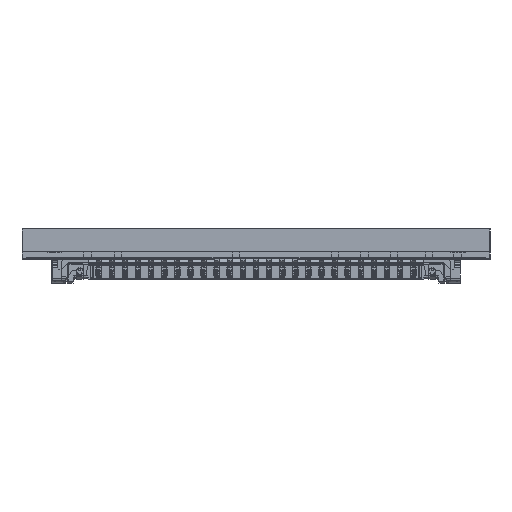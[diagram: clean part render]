
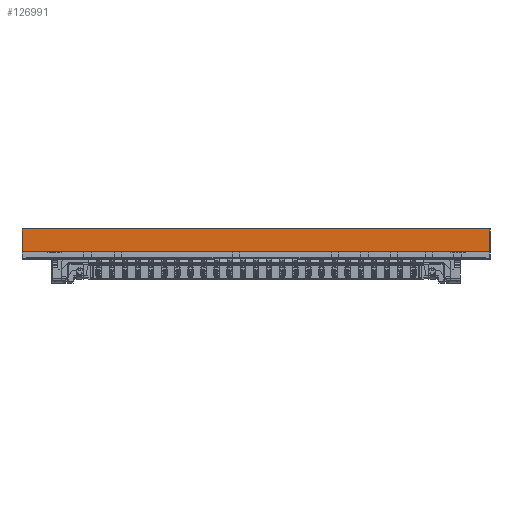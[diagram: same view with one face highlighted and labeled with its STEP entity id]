
A CAD part, left-side view. The second image highlights one B-rep face of the part: STEP entity #126991.
In plain terms, the highlighted planar face has unit normal (-1, 0, 0).
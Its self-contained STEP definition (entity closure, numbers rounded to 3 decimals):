
#12177=FACE_OUTER_BOUND('',#19544,.T.);
#19544=EDGE_LOOP('',(#114916,#114917,#114918,#114919));
#34419=LINE('',#207797,#49298);
#34420=LINE('',#207800,#49299);
#34421=LINE('',#207802,#49300);
#34422=LINE('',#207803,#49301);
#49298=VECTOR('',#170433,10.);
#49299=VECTOR('',#170436,10.);
#49300=VECTOR('',#170437,10.);
#49301=VECTOR('',#170438,10.);
#60884=VERTEX_POINT('',#207791);
#60886=VERTEX_POINT('',#207795);
#60887=VERTEX_POINT('',#207799);
#60888=VERTEX_POINT('',#207801);
#78897=EDGE_CURVE('',#60884,#60886,#34419,.T.);
#78898=EDGE_CURVE('',#60884,#60887,#34420,.T.);
#78899=EDGE_CURVE('',#60888,#60886,#34421,.T.);
#78900=EDGE_CURVE('',#60887,#60888,#34422,.T.);
#114916=ORIENTED_EDGE('',*,*,#78898,.F.);
#114917=ORIENTED_EDGE('',*,*,#78897,.T.);
#114918=ORIENTED_EDGE('',*,*,#78899,.F.);
#114919=ORIENTED_EDGE('',*,*,#78900,.F.);
#120252=PLANE('',#136614);
#126991=ADVANCED_FACE('',(#12177),#120252,.T.);
#136614=AXIS2_PLACEMENT_3D('',#207798,#170434,#170435);
#170433=DIRECTION('',(0.,0.,1.));
#170434=DIRECTION('center_axis',(-1.,0.,0.));
#170435=DIRECTION('ref_axis',(0.,-1.,0.));
#170436=DIRECTION('',(0.,1.,0.));
#170437=DIRECTION('',(0.,-1.,0.));
#170438=DIRECTION('',(0.,0.,1.));
#207791=CARTESIAN_POINT('',(0.,0.,0.163));
#207795=CARTESIAN_POINT('',(0.,0.,0.776));
#207797=CARTESIAN_POINT('',(0.,0.,0.163));
#207798=CARTESIAN_POINT('Origin',(0.,12.5,0.163));
#207799=CARTESIAN_POINT('',(0.,12.5,0.163));
#207800=CARTESIAN_POINT('',(0.,0.,0.163));
#207801=CARTESIAN_POINT('',(0.,12.5,0.776));
#207802=CARTESIAN_POINT('',(0.,0.,0.776));
#207803=CARTESIAN_POINT('',(0.,12.5,0.163));
